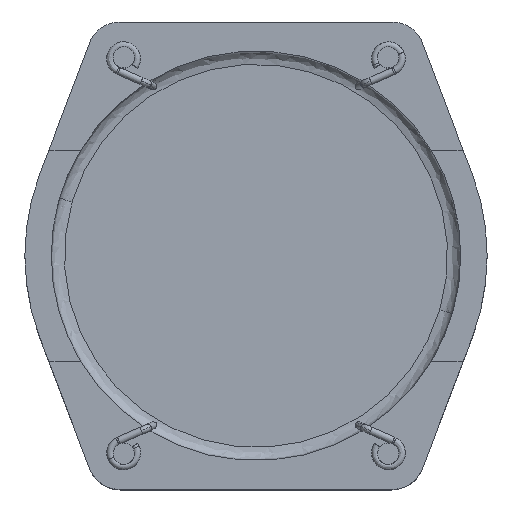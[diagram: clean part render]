
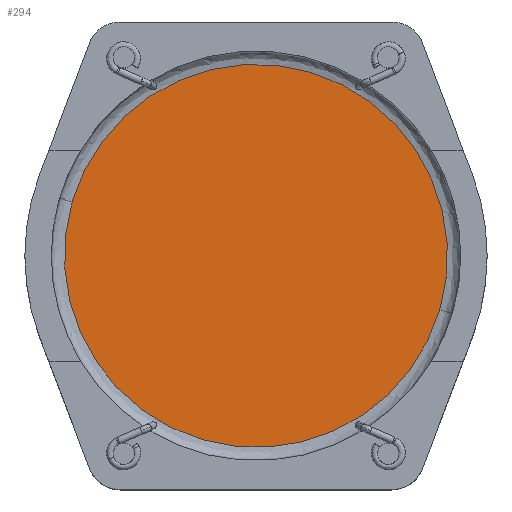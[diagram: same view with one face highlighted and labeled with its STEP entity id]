
A CAD part, top view. The second image highlights one B-rep face of the part: STEP entity #294.
In plain terms, the highlighted planar face has unit normal (0, 0, 1).
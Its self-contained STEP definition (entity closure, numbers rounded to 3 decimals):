
#294=ADVANCED_FACE('',(#679),#680,.T.);
#679=FACE_OUTER_BOUND('',#1737,.T.);
#680=PLANE('',#1738);
#1737=EDGE_LOOP('',(#3166,#3167));
#1738=AXIS2_PLACEMENT_3D('',#3168,#3169,#3170);
#3166=ORIENTED_EDGE('',*,*,#4277,.T.);
#3167=ORIENTED_EDGE('',*,*,#4011,.T.);
#3168=CARTESIAN_POINT('',(3.478,-1.021,10.1));
#3169=DIRECTION('',(0.0,0.0,1.0));
#3170=DIRECTION('',(1.0,-0.0,0.0));
#4011=EDGE_CURVE('',#4570,#4590,#4592,.T.);
#4277=EDGE_CURVE('',#4590,#4570,#5016,.T.);
#4570=VERTEX_POINT('',#5583);
#4590=VERTEX_POINT('',#5746);
#4592=CIRCLE('',#5759,7.25);
#5016=CIRCLE('',#8555,7.25);
#5583=CARTESIAN_POINT('',(-6.957,2.041,10.1));
#5746=CARTESIAN_POINT('',(6.957,-2.041,10.1));
#5759=AXIS2_PLACEMENT_3D('',#9293,#9294,#9295);
#8555=AXIS2_PLACEMENT_3D('',#9681,#9682,#9683);
#9293=CARTESIAN_POINT('',(0.0,0.0,10.1));
#9294=DIRECTION('',(0.0,0.0,1.0));
#9295=DIRECTION('',(0.96,-0.282,0.0));
#9681=CARTESIAN_POINT('',(0.0,0.0,10.1));
#9682=DIRECTION('',(0.0,0.0,1.0));
#9683=DIRECTION('',(0.96,-0.282,0.0));
